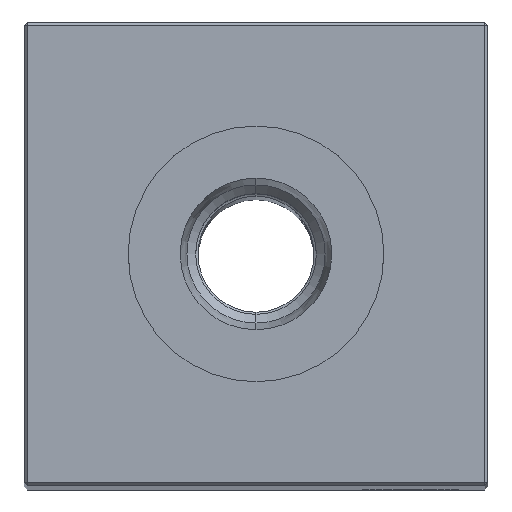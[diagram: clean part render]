
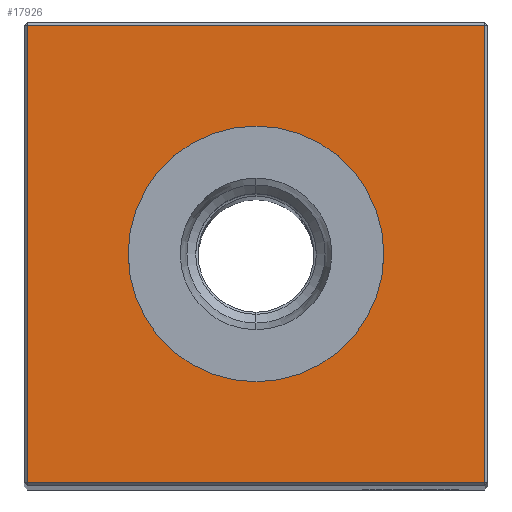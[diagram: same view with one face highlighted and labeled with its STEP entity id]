
A CAD part, top view. The second image highlights one B-rep face of the part: STEP entity #17926.
In plain terms, the highlighted planar face has unit normal (0, 0, 1).
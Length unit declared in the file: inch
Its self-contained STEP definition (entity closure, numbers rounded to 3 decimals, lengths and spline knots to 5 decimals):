
#1139 = CARTESIAN_POINT ( 'NONE',  ( 0., 0., 7.75 ) ) ;
#1201 = DIRECTION ( 'NONE',  ( 0., 0., -1. ) ) ;
#1329 = DIRECTION ( 'NONE',  ( -1., 0., 0. ) ) ;
#1520 = LINE ( 'NONE', #22707, #19077 ) ;
#1759 = EDGE_CURVE ( 'NONE', #16690, #11629, #1520, .T. ) ;
#1800 = VERTEX_POINT ( 'NONE', #13057 ) ;
#1862 = DIRECTION ( 'NONE',  ( 0., 0., -1. ) ) ;
#2484 = CARTESIAN_POINT ( 'NONE',  ( 0.74, -0.74, 7.75 ) ) ;
#3026 = VERTEX_POINT ( 'NONE', #24883 ) ;
#3415 = CARTESIAN_POINT ( 'NONE',  ( 0., 0.74, 7.75 ) ) ;
#3547 = AXIS2_PLACEMENT_3D ( 'NONE', #1139, #14461, #8886 ) ;
#3937 = VERTEX_POINT ( 'NONE', #16817 ) ;
#4680 = LINE ( 'NONE', #12291, #8393 ) ;
#5076 = FACE_OUTER_BOUND ( 'NONE', #22187, .T. ) ;
#6832 = ORIENTED_EDGE ( 'NONE', *, *, #10323, .T. ) ;
#8233 = ORIENTED_EDGE ( 'NONE', *, *, #22489, .T. ) ;
#8393 = VECTOR ( 'NONE', #24231, 39.37008 ) ;
#8886 = DIRECTION ( 'NONE',  ( -1., 0., 0. ) ) ;
#9676 = DIRECTION ( 'NONE',  ( 1., 0., 0. ) ) ;
#10323 = EDGE_CURVE ( 'NONE', #3026, #1800, #11970, .T. ) ;
#10432 = VECTOR ( 'NONE', #11147, 39.37008 ) ;
#11147 = DIRECTION ( 'NONE',  ( -1., 0., 0. ) ) ;
#11629 = VERTEX_POINT ( 'NONE', #21600 ) ;
#11970 = CIRCLE ( 'NONE', #24537, 0.41339 ) ;
#12291 = CARTESIAN_POINT ( 'NONE',  ( -0.74, 0., 7.75 ) ) ;
#12686 = FACE_BOUND ( 'NONE', #19976, .T. ) ;
#13057 = CARTESIAN_POINT ( 'NONE',  ( 0., 0.41339, 7.75 ) ) ;
#14060 = ORIENTED_EDGE ( 'NONE', *, *, #1759, .T. ) ;
#14461 = DIRECTION ( 'NONE',  ( 0., 0., -1. ) ) ;
#14776 = CIRCLE ( 'NONE', #17212, 0.41339 ) ;
#15075 = LINE ( 'NONE', #3415, #10432 ) ;
#15188 = CARTESIAN_POINT ( 'NONE',  ( 0., 0., 7.75 ) ) ;
#15202 = DIRECTION ( 'NONE',  ( 0., 1., 0. ) ) ;
#16690 = VERTEX_POINT ( 'NONE', #2484 ) ;
#16817 = CARTESIAN_POINT ( 'NONE',  ( -0.74, 0.74, 7.75 ) ) ;
#17212 = AXIS2_PLACEMENT_3D ( 'NONE', #18591, #1201, #1329 ) ;
#17727 = VECTOR ( 'NONE', #9676, 39.37008 ) ;
#17926 = ADVANCED_FACE ( 'NONE', ( #5076, #12686 ), #20206, .F. ) ;
#18334 = EDGE_CURVE ( 'NONE', #3937, #18716, #4680, .T. ) ;
#18591 = CARTESIAN_POINT ( 'NONE',  ( 0., 0., 7.75 ) ) ;
#18714 = EDGE_CURVE ( 'NONE', #18716, #16690, #18961, .T. ) ;
#18716 = VERTEX_POINT ( 'NONE', #23124 ) ;
#18961 = LINE ( 'NONE', #19194, #17727 ) ;
#19077 = VECTOR ( 'NONE', #15202, 39.37008 ) ;
#19104 = ORIENTED_EDGE ( 'NONE', *, *, #19302, .T. ) ;
#19194 = CARTESIAN_POINT ( 'NONE',  ( 0., -0.74, 7.75 ) ) ;
#19302 = EDGE_CURVE ( 'NONE', #11629, #3937, #15075, .T. ) ;
#19976 = EDGE_LOOP ( 'NONE', ( #8233, #6832 ) ) ;
#20206 = PLANE ( 'NONE',  #3547 ) ;
#20696 = ORIENTED_EDGE ( 'NONE', *, *, #18714, .T. ) ;
#21600 = CARTESIAN_POINT ( 'NONE',  ( 0.74, 0.74, 7.75 ) ) ;
#22187 = EDGE_LOOP ( 'NONE', ( #22519, #20696, #14060, #19104 ) ) ;
#22489 = EDGE_CURVE ( 'NONE', #1800, #3026, #14776, .T. ) ;
#22519 = ORIENTED_EDGE ( 'NONE', *, *, #18334, .T. ) ;
#22707 = CARTESIAN_POINT ( 'NONE',  ( 0.74, 0., 7.75 ) ) ;
#23124 = CARTESIAN_POINT ( 'NONE',  ( -0.74, -0.74, 7.75 ) ) ;
#24231 = DIRECTION ( 'NONE',  ( 0., -1., 0. ) ) ;
#24537 = AXIS2_PLACEMENT_3D ( 'NONE', #15188, #1862, #24733 ) ;
#24733 = DIRECTION ( 'NONE',  ( -1., 0., 0. ) ) ;
#24883 = CARTESIAN_POINT ( 'NONE',  ( 0., -0.41339, 7.75 ) ) ;
